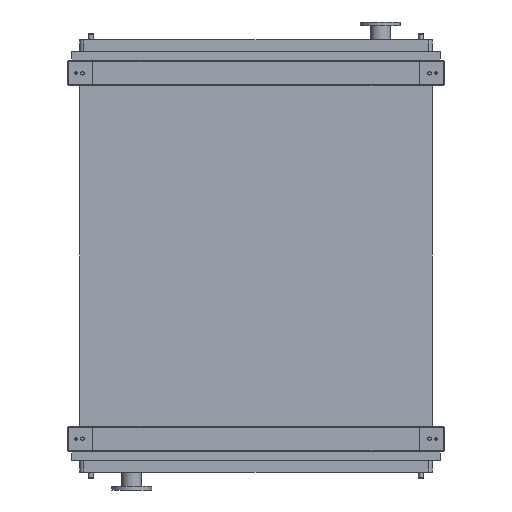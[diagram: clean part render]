
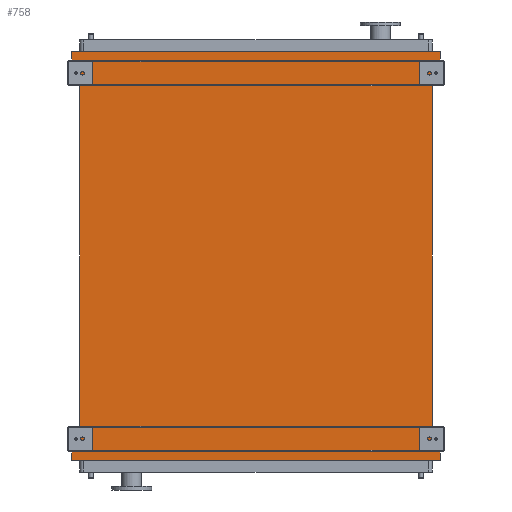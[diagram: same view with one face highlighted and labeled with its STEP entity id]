
A CAD part, front view. The second image highlights one B-rep face of the part: STEP entity #758.
In plain terms, the highlighted planar face has unit normal (0, -1, 0).
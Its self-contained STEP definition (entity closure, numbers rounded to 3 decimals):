
#396 = ORIENTED_EDGE ( 'NONE', *, *, #7857, .F. ) ;
#556 = CARTESIAN_POINT ( 'NONE',  ( 1011., 0., -2103. ) ) ;
#758 = ADVANCED_FACE ( 'NONE', ( #15440 ), #11610, .T. ) ;
#1485 = EDGE_CURVE ( 'NONE', #7864, #10250, #19879, .T. ) ;
#2071 = ORIENTED_EDGE ( 'NONE', *, *, #9381, .F. ) ;
#2615 = EDGE_LOOP ( 'NONE', ( #15179, #19953, #396, #5994, #20507, #6257, #20748, #6851, #11677, #2071, #12234, #21831 ) ) ;
#2822 = DIRECTION ( 'NONE',  ( 0., 0., 1. ) ) ;
#3156 = VECTOR ( 'NONE', #14670, 1000. ) ;
#3421 = CARTESIAN_POINT ( 'NONE',  ( -1011., 0., 53. ) ) ;
#3622 = CARTESIAN_POINT ( 'NONE',  ( -1011., 0., 95. ) ) ;
#4009 = VERTEX_POINT ( 'NONE', #3421 ) ;
#4575 = DIRECTION ( 'NONE',  ( 0., 0., 1. ) ) ;
#4827 = VECTOR ( 'NONE', #16640, 1000. ) ;
#5054 = LINE ( 'NONE', #15414, #23206 ) ;
#5086 = VECTOR ( 'NONE', #10767, 1000. ) ;
#5370 = CARTESIAN_POINT ( 'NONE',  ( 965., 0., 0. ) ) ;
#5396 = VECTOR ( 'NONE', #8832, 1000. ) ;
#5994 = ORIENTED_EDGE ( 'NONE', *, *, #6632, .F. ) ;
#6007 = LINE ( 'NONE', #14209, #5396 ) ;
#6257 = ORIENTED_EDGE ( 'NONE', *, *, #8671, .F. ) ;
#6324 = LINE ( 'NONE', #13314, #11191 ) ;
#6578 = CARTESIAN_POINT ( 'NONE',  ( 965., 0., -2050. ) ) ;
#6632 = EDGE_CURVE ( 'NONE', #19765, #22535, #13495, .T. ) ;
#6851 = ORIENTED_EDGE ( 'NONE', *, *, #8973, .F. ) ;
#6919 = VECTOR ( 'NONE', #7803, 1000. ) ;
#6967 = EDGE_CURVE ( 'NONE', #20967, #17912, #12600, .T. ) ;
#7499 = CARTESIAN_POINT ( 'NONE',  ( -1011., 0., -2145. ) ) ;
#7719 = EDGE_CURVE ( 'NONE', #8948, #17912, #12291, .T. ) ;
#7803 = DIRECTION ( 'NONE',  ( -0.655, 0., -0.755 ) ) ;
#7857 = EDGE_CURVE ( 'NONE', #22535, #8948, #6324, .T. ) ;
#7864 = VERTEX_POINT ( 'NONE', #18797 ) ;
#8232 = EDGE_CURVE ( 'NONE', #4009, #19765, #6007, .T. ) ;
#8652 = DIRECTION ( 'NONE',  ( 0.655, 0., 0.755 ) ) ;
#8671 = EDGE_CURVE ( 'NONE', #10250, #4009, #5054, .T. ) ;
#8832 = DIRECTION ( 'NONE',  ( 0., 0., 1. ) ) ;
#8948 = VERTEX_POINT ( 'NONE', #21171 ) ;
#8973 = EDGE_CURVE ( 'NONE', #10057, #7864, #16616, .T. ) ;
#9249 = EDGE_CURVE ( 'NONE', #15232, #10057, #11194, .T. ) ;
#9265 = CARTESIAN_POINT ( 'NONE',  ( 965., 0., -2050. ) ) ;
#9381 = EDGE_CURVE ( 'NONE', #16322, #15232, #10068, .T. ) ;
#9488 = LINE ( 'NONE', #9265, #3156 ) ;
#9691 = EDGE_CURVE ( 'NONE', #15896, #16322, #22693, .T. ) ;
#9701 = DIRECTION ( 'NONE',  ( 0., 0., -1. ) ) ;
#9722 = EDGE_CURVE ( 'NONE', #20967, #15896, #9488, .T. ) ;
#9923 = CARTESIAN_POINT ( 'NONE',  ( 1011., 0., -2145. ) ) ;
#10057 = VERTEX_POINT ( 'NONE', #24297 ) ;
#10068 = LINE ( 'NONE', #14345, #5086 ) ;
#10247 = VECTOR ( 'NONE', #19335, 1000. ) ;
#10250 = VERTEX_POINT ( 'NONE', #17412 ) ;
#10767 = DIRECTION ( 'NONE',  ( -1., 0., 0. ) ) ;
#11191 = VECTOR ( 'NONE', #9701, 1000. ) ;
#11194 = LINE ( 'NONE', #17818, #20259 ) ;
#11584 = DIRECTION ( 'NONE',  ( 0., 0., -1. ) ) ;
#11591 = DIRECTION ( 'NONE',  ( 0., -1., 0. ) ) ;
#11610 = PLANE ( 'NONE',  #22290 ) ;
#11677 = ORIENTED_EDGE ( 'NONE', *, *, #9249, .F. ) ;
#11750 = VECTOR ( 'NONE', #8652, 1000. ) ;
#12055 = VECTOR ( 'NONE', #4575, 1000. ) ;
#12234 = ORIENTED_EDGE ( 'NONE', *, *, #9691, .F. ) ;
#12291 = LINE ( 'NONE', #18646, #6919 ) ;
#12600 = LINE ( 'NONE', #6578, #12055 ) ;
#12782 = CARTESIAN_POINT ( 'NONE',  ( 1011., 0., -2103. ) ) ;
#13314 = CARTESIAN_POINT ( 'NONE',  ( 1011., 0., 95. ) ) ;
#13495 = LINE ( 'NONE', #3622, #4827 ) ;
#13859 = CARTESIAN_POINT ( 'NONE',  ( -965., 0., -2050. ) ) ;
#14209 = CARTESIAN_POINT ( 'NONE',  ( -1011., 0., 53. ) ) ;
#14345 = CARTESIAN_POINT ( 'NONE',  ( 1011., 0., -2145. ) ) ;
#14670 = DIRECTION ( 'NONE',  ( 0.655, 0., -0.755 ) ) ;
#15179 = ORIENTED_EDGE ( 'NONE', *, *, #6967, .T. ) ;
#15232 = VERTEX_POINT ( 'NONE', #7499 ) ;
#15414 = CARTESIAN_POINT ( 'NONE',  ( -965., 0., 0. ) ) ;
#15440 = FACE_OUTER_BOUND ( 'NONE', #2615, .T. ) ;
#15789 = CARTESIAN_POINT ( 'NONE',  ( -1011., 0., -2103. ) ) ;
#15896 = VERTEX_POINT ( 'NONE', #556 ) ;
#16322 = VERTEX_POINT ( 'NONE', #9923 ) ;
#16497 = DIRECTION ( 'NONE',  ( 0., 0., -1. ) ) ;
#16616 = LINE ( 'NONE', #15789, #11750 ) ;
#16640 = DIRECTION ( 'NONE',  ( 1., 0., 0. ) ) ;
#17412 = CARTESIAN_POINT ( 'NONE',  ( -965., 0., 0. ) ) ;
#17818 = CARTESIAN_POINT ( 'NONE',  ( -1011., 0., -2145. ) ) ;
#17912 = VERTEX_POINT ( 'NONE', #5370 ) ;
#17992 = VECTOR ( 'NONE', #16497, 1000. ) ;
#18174 = CARTESIAN_POINT ( 'NONE',  ( 1011., 0., 95. ) ) ;
#18252 = CARTESIAN_POINT ( 'NONE',  ( -965., 0., -2050. ) ) ;
#18646 = CARTESIAN_POINT ( 'NONE',  ( 1011., 0., 53. ) ) ;
#18797 = CARTESIAN_POINT ( 'NONE',  ( -965., 0., -2050. ) ) ;
#19335 = DIRECTION ( 'NONE',  ( 0., 0., 1. ) ) ;
#19591 = CARTESIAN_POINT ( 'NONE',  ( 965., 0., -2050. ) ) ;
#19765 = VERTEX_POINT ( 'NONE', #20219 ) ;
#19879 = LINE ( 'NONE', #13859, #10247 ) ;
#19953 = ORIENTED_EDGE ( 'NONE', *, *, #7719, .F. ) ;
#20219 = CARTESIAN_POINT ( 'NONE',  ( -1011., 0., 95. ) ) ;
#20259 = VECTOR ( 'NONE', #2822, 1000. ) ;
#20507 = ORIENTED_EDGE ( 'NONE', *, *, #8232, .F. ) ;
#20748 = ORIENTED_EDGE ( 'NONE', *, *, #1485, .F. ) ;
#20807 = DIRECTION ( 'NONE',  ( -0.655, 0., 0.755 ) ) ;
#20967 = VERTEX_POINT ( 'NONE', #19591 ) ;
#21171 = CARTESIAN_POINT ( 'NONE',  ( 1011., 0., 53. ) ) ;
#21831 = ORIENTED_EDGE ( 'NONE', *, *, #9722, .F. ) ;
#22290 = AXIS2_PLACEMENT_3D ( 'NONE', #18252, #11591, #11584 ) ;
#22535 = VERTEX_POINT ( 'NONE', #18174 ) ;
#22693 = LINE ( 'NONE', #12782, #17992 ) ;
#23206 = VECTOR ( 'NONE', #20807, 1000. ) ;
#24297 = CARTESIAN_POINT ( 'NONE',  ( -1011., 0., -2103. ) ) ;
